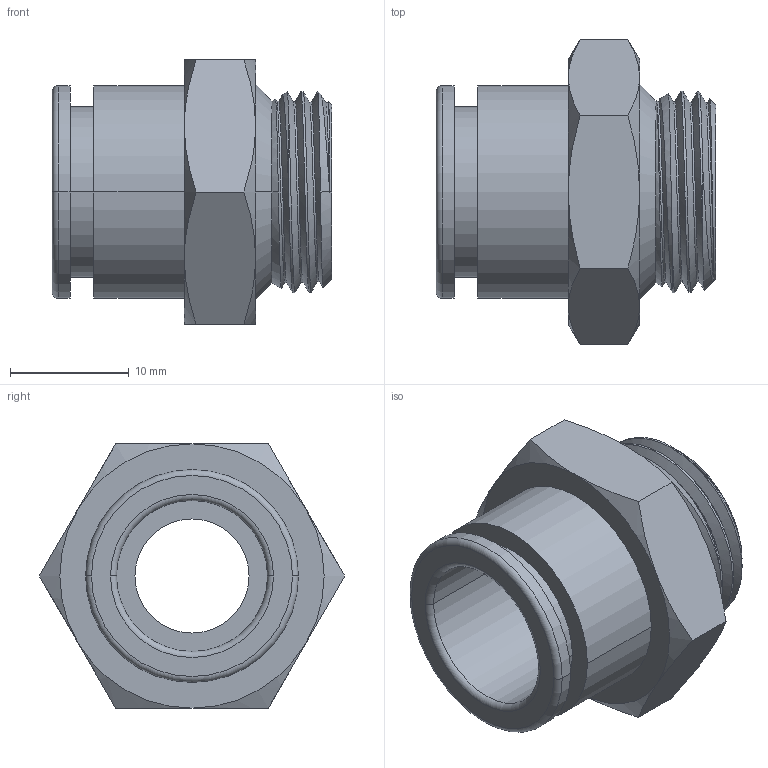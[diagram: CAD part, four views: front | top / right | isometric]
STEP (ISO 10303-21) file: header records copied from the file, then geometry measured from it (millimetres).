
FILE_DESCRIPTION (( 'STEP AP203' ), '1' );
FILE_NAME ('51235K118_Push-to-Connect Tube Fitting with Universal Thread.STEP', '2021-09-14T03:37:58', ( 'Administrator' ), ( 'Managed by Terraform' ), 'SwSTEP 2.0', 'SolidWorks 2017', '' );
FILE_SCHEMA (( 'CONFIG_CONTROL_DESIGN' ));
Length unit declared in the file: millimetre
Products named in the file (1): 51235K118_Push-to-Connect Tube Fitting with Universal Thread
Bounding box: 23.5 x 25.67 x 22.23 mm (x, y, z)
Volume: 4088.7 mm3; surface area: 3395.1 mm2
Topology: 2 solids, 2 shells, 62 faces, 140 edges, 86 vertices
Faces by surface type: cone 31, plane 14, cylinder 10, torus 4, bspline 3
Entity records: 4259 total; most frequent: CARTESIAN_POINT 2847, ORIENTED_EDGE 280, DIRECTION 268, EDGE_CURVE 140, AXIS2_PLACEMENT_3D 117, VERTEX_POINT 86, EDGE_LOOP 70, ADVANCED_FACE 62
